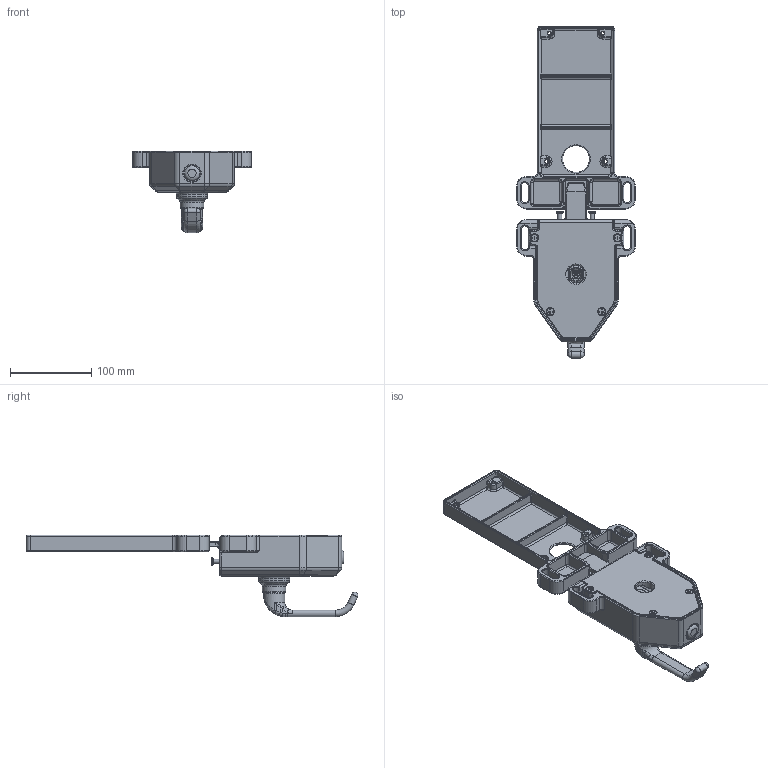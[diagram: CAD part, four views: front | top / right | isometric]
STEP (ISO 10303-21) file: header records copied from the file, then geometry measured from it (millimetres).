
FILE_DESCRIPTION (( 'STEP AP214' ), '1' );
FILE_NAME ('UGB4-527004 -L.STEP', '2024-06-13T13:32:09', ( '' ), ( '' ), 'SwSTEP 2.0', 'SolidWorks 2023', '' );
FILE_SCHEMA (( 'AUTOMOTIVE_DESIGN' ));
Length unit declared in the file: inch
Products named in the file (1): UGB4-527004 -L
Bounding box: 146 x 407.99 x 100 mm (x, y, z)
Volume: 439944.6 mm3; surface area: 223864.9 mm2
Topology: 14 solids, 14 shells, 1766 faces, 4195 edges, 2403 vertices
Faces by surface type: cylinder 688, plane 434, torus 337, bspline 190, cone 73, sphere 44
Full cylindrical faces by diameter (mm): 1.3 x1, 3.3 x2, 4 x3, 4.2 x10, 4.4 x4, 5 x4, 5.051 x2, 5.5 x4, 6 x6, 6.3 x2, 6.6 x1, 6.8 x1, 7 x2, 7.8 x1, 8 x2, 8.5 x4, 9 x2, 9.8 x1, 10 x1, 10.5 x2, 12 x1, 14 x1, 14.2 x1, 20 x2, 20.5 x2, 21 x1, 23 x1, 26 x1, 29 x1, 29.6 x1
Entity records: 75483 total; most frequent: CARTESIAN_POINT 37423, DIRECTION 8013, ORIENTED_EDGE 7692, EDGE_CURVE 3846, AXIS2_PLACEMENT_3D 3221, VERTEX_POINT 2308, EDGE_LOOP 2008, FACE_OUTER_BOUND 1865
